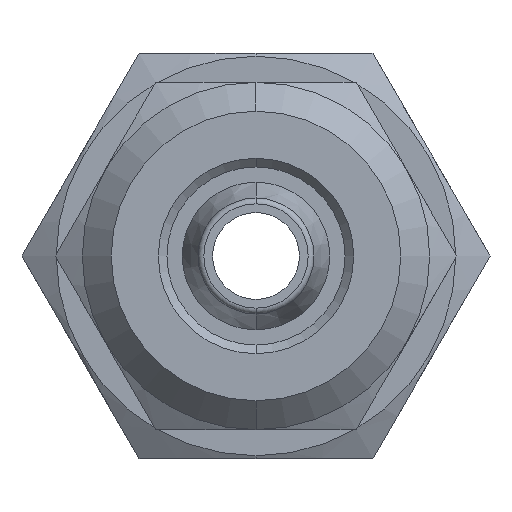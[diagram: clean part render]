
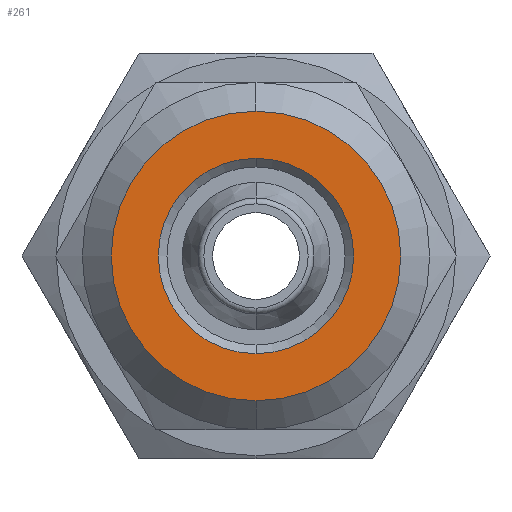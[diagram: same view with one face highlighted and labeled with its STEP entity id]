
A CAD part, front view. The second image highlights one B-rep face of the part: STEP entity #261.
In plain terms, the highlighted planar face has unit normal (0, -1, 0).
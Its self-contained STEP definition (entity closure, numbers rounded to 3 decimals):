
#150 = EDGE_CURVE ( 'NONE', #1006, #987, #1408, .T. ) ;
#158 = EDGE_CURVE ( 'NONE', #983, #979, #1413, .T. ) ;
#261 = ADVANCED_FACE ( 'NONE', ( #1183, #1184 ), #1602, .T. ) ;
#327 = EDGE_CURVE ( 'NONE', #979, #983, #445, .T. ) ;
#328 = EDGE_CURVE ( 'NONE', #987, #1006, #442, .T. ) ;
#436 = AXIS2_PLACEMENT_3D ( 'NONE', #1824, #1825, #1826 ) ;
#438 = AXIS2_PLACEMENT_3D ( 'NONE', #1821, #1822, #1823 ) ;
#442 = CIRCLE ( 'NONE', #436, 3.375 ) ;
#445 = CIRCLE ( 'NONE', #438, 5. ) ;
#545 = AXIS2_PLACEMENT_3D ( 'NONE', #1603, #1604, #1605 ) ;
#979 = VERTEX_POINT ( 'NONE', #1904 ) ;
#983 = VERTEX_POINT ( 'NONE', #1908 ) ;
#987 = VERTEX_POINT ( 'NONE', #1912 ) ;
#1006 = VERTEX_POINT ( 'NONE', #1931 ) ;
#1183 = FACE_BOUND ( 'NONE', #2482, .T. ) ;
#1184 = FACE_OUTER_BOUND ( 'NONE', #2417, .T. ) ;
#1408 = CIRCLE ( 'NONE', #1442, 3.375 ) ;
#1413 = CIRCLE ( 'NONE', #1419, 5. ) ;
#1419 = AXIS2_PLACEMENT_3D ( 'NONE', #3152, #3153, #3154 ) ;
#1442 = AXIS2_PLACEMENT_3D ( 'NONE', #3130, #3131, #3132 ) ;
#1602 = PLANE ( 'NONE',  #545 ) ;
#1603 = CARTESIAN_POINT ( 'NONE',  ( 5., 2.5, 0. ) ) ;
#1604 = DIRECTION ( 'NONE',  ( 0., -1., 0. ) ) ;
#1605 = DIRECTION ( 'NONE',  ( 0., 0., -1. ) ) ;
#1821 = CARTESIAN_POINT ( 'NONE',  ( 0., 2.5, 0. ) ) ;
#1822 = DIRECTION ( 'NONE',  ( 0., 1., 0. ) ) ;
#1823 = DIRECTION ( 'NONE',  ( 0., 0., 1. ) ) ;
#1824 = CARTESIAN_POINT ( 'NONE',  ( 0., 2.5, 0. ) ) ;
#1825 = DIRECTION ( 'NONE',  ( 0., 1., 0. ) ) ;
#1826 = DIRECTION ( 'NONE',  ( 0., 0., 1. ) ) ;
#1904 = CARTESIAN_POINT ( 'NONE',  ( 0., 2.5, -5. ) ) ;
#1908 = CARTESIAN_POINT ( 'NONE',  ( 0., 2.5, 5. ) ) ;
#1912 = CARTESIAN_POINT ( 'NONE',  ( 0., 2.5, 3.375 ) ) ;
#1931 = CARTESIAN_POINT ( 'NONE',  ( 0., 2.5, -3.375 ) ) ;
#2417 = EDGE_LOOP ( 'NONE', ( #2433, #2426 ) ) ;
#2421 = ORIENTED_EDGE ( 'NONE', *, *, #150, .T. ) ;
#2426 = ORIENTED_EDGE ( 'NONE', *, *, #327, .F. ) ;
#2428 = ORIENTED_EDGE ( 'NONE', *, *, #328, .T. ) ;
#2433 = ORIENTED_EDGE ( 'NONE', *, *, #158, .F. ) ;
#2482 = EDGE_LOOP ( 'NONE', ( #2421, #2428 ) ) ;
#3130 = CARTESIAN_POINT ( 'NONE',  ( 0., 2.5, 0. ) ) ;
#3131 = DIRECTION ( 'NONE',  ( 0., 1., 0. ) ) ;
#3132 = DIRECTION ( 'NONE',  ( 0., 0., 1. ) ) ;
#3152 = CARTESIAN_POINT ( 'NONE',  ( 0., 2.5, 0. ) ) ;
#3153 = DIRECTION ( 'NONE',  ( 0., 1., 0. ) ) ;
#3154 = DIRECTION ( 'NONE',  ( 0., 0., 1. ) ) ;
